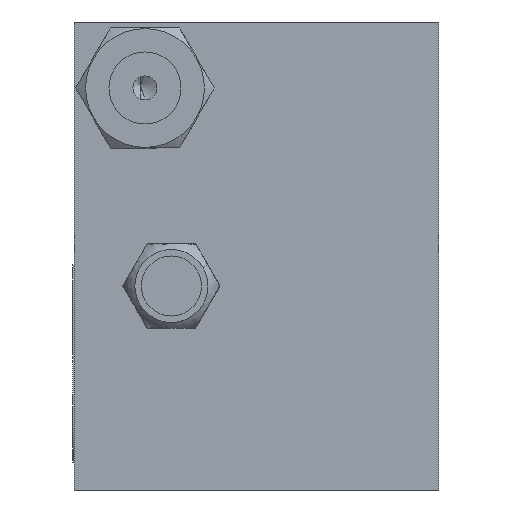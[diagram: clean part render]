
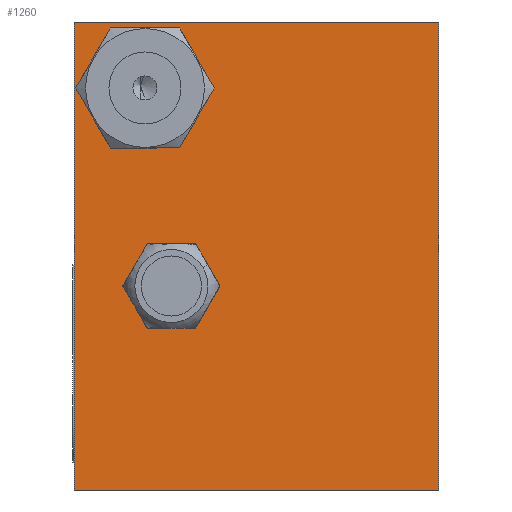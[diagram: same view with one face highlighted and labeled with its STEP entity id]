
A CAD part, left-side view. The second image highlights one B-rep face of the part: STEP entity #1260.
In plain terms, the highlighted planar face has unit normal (-1, 0, 0).
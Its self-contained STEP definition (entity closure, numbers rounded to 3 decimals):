
#23 = FACE_BOUND ( 'NONE', #361, .T. ) ;
#24 = FACE_OUTER_BOUND ( 'NONE', #1694, .T. ) ;
#31 = FACE_BOUND ( 'NONE', #1868, .T. ) ;
#77 = VECTOR ( 'NONE', #4484, 1000. ) ;
#162 = AXIS2_PLACEMENT_3D ( 'NONE', #4622, #4538, #4739 ) ;
#267 = AXIS2_PLACEMENT_3D ( 'NONE', #4524, #4533, #4355 ) ;
#323 = VECTOR ( 'NONE', #4584, 1000. ) ;
#348 = ORIENTED_EDGE ( 'NONE', *, *, #1320, .T. ) ;
#361 = EDGE_LOOP ( 'NONE', ( #508, #870 ) ) ;
#482 = ORIENTED_EDGE ( 'NONE', *, *, #1282, .F. ) ;
#508 = ORIENTED_EDGE ( 'NONE', *, *, #1596, .F. ) ;
#601 = ORIENTED_EDGE ( 'NONE', *, *, #1360, .T. ) ;
#869 = ORIENTED_EDGE ( 'NONE', *, *, #1624, .F. ) ;
#870 = ORIENTED_EDGE ( 'NONE', *, *, #1576, .F. ) ;
#898 = ORIENTED_EDGE ( 'NONE', *, *, #1237, .F. ) ;
#907 = ORIENTED_EDGE ( 'NONE', *, *, #1408, .F. ) ;
#1237 = EDGE_CURVE ( 'NONE', #1677, #1816, #4642, .T. ) ;
#1260 = ADVANCED_FACE ( 'NONE', ( #31, #23, #24 ), #4560, .F. ) ;
#1282 = EDGE_CURVE ( 'NONE', #1843, #1792, #1431, .T. ) ;
#1320 = EDGE_CURVE ( 'NONE', #1691, #1763, #4508, .T. ) ;
#1360 = EDGE_CURVE ( 'NONE', #1763, #1816, #4531, .T. ) ;
#1384 = CIRCLE ( 'NONE', #2069, 2.525 ) ;
#1385 = CIRCLE ( 'NONE', #1953, 2.525 ) ;
#1408 = EDGE_CURVE ( 'NONE', #1792, #1843, #1384, .T. ) ;
#1431 = CIRCLE ( 'NONE', #162, 2.525 ) ;
#1576 = EDGE_CURVE ( 'NONE', #1905, #1867, #1584, .T. ) ;
#1584 = CIRCLE ( 'NONE', #2141, 2.525 ) ;
#1596 = EDGE_CURVE ( 'NONE', #1867, #1905, #1385, .T. ) ;
#1624 = EDGE_CURVE ( 'NONE', #1691, #1677, #3350, .T. ) ;
#1677 = VERTEX_POINT ( 'NONE', #3347 ) ;
#1691 = VERTEX_POINT ( 'NONE', #3501 ) ;
#1694 = EDGE_LOOP ( 'NONE', ( #601, #898, #869, #348 ) ) ;
#1763 = VERTEX_POINT ( 'NONE', #2382 ) ;
#1792 = VERTEX_POINT ( 'NONE', #2358 ) ;
#1816 = VERTEX_POINT ( 'NONE', #2328 ) ;
#1843 = VERTEX_POINT ( 'NONE', #2336 ) ;
#1867 = VERTEX_POINT ( 'NONE', #2353 ) ;
#1868 = EDGE_LOOP ( 'NONE', ( #482, #907 ) ) ;
#1905 = VERTEX_POINT ( 'NONE', #2291 ) ;
#1953 = AXIS2_PLACEMENT_3D ( 'NONE', #3970, #3971, #3972 ) ;
#2069 = AXIS2_PLACEMENT_3D ( 'NONE', #4981, #4262, #4684 ) ;
#2141 = AXIS2_PLACEMENT_3D ( 'NONE', #3366, #3664, #3663 ) ;
#2221 = VECTOR ( 'NONE', #3700, 1000. ) ;
#2232 = VECTOR ( 'NONE', #4657, 1000. ) ;
#2291 = CARTESIAN_POINT ( 'NONE',  ( -37.5, 5.8, 25.475 ) ) ;
#2328 = CARTESIAN_POINT ( 'NONE',  ( -37.5, -16.5, 11. ) ) ;
#2336 = CARTESIAN_POINT ( 'NONE',  ( -37.5, 8., 47.025 ) ) ;
#2353 = CARTESIAN_POINT ( 'NONE',  ( -37.5, 5.8, 30.525 ) ) ;
#2358 = CARTESIAN_POINT ( 'NONE',  ( -37.5, 8., 41.975 ) ) ;
#2382 = CARTESIAN_POINT ( 'NONE',  ( -37.5, 13.9, 11. ) ) ;
#3347 = CARTESIAN_POINT ( 'NONE',  ( -37.5, -16.5, 50. ) ) ;
#3350 = LINE ( 'NONE', #3689, #2221 ) ;
#3366 = CARTESIAN_POINT ( 'NONE',  ( -37.5, 5.8, 28. ) ) ;
#3501 = CARTESIAN_POINT ( 'NONE',  ( -37.5, 13.9, 50. ) ) ;
#3663 = DIRECTION ( 'NONE',  ( 0., 0., 1. ) ) ;
#3664 = DIRECTION ( 'NONE',  ( -1., 0., 0. ) ) ;
#3689 = CARTESIAN_POINT ( 'NONE',  ( -37.5, -16.5, 50. ) ) ;
#3700 = DIRECTION ( 'NONE',  ( 0., -1., 0. ) ) ;
#3970 = CARTESIAN_POINT ( 'NONE',  ( -37.5, 5.8, 28. ) ) ;
#3971 = DIRECTION ( 'NONE',  ( -1., 0., 0. ) ) ;
#3972 = DIRECTION ( 'NONE',  ( 0., 0., 1. ) ) ;
#4262 = DIRECTION ( 'NONE',  ( -1., 0., 0. ) ) ;
#4283 = CARTESIAN_POINT ( 'NONE',  ( -37.5, -16.5, 11. ) ) ;
#4355 = DIRECTION ( 'NONE',  ( 0., 0., -1. ) ) ;
#4411 = CARTESIAN_POINT ( 'NONE',  ( -37.5, -16.5, 50. ) ) ;
#4484 = DIRECTION ( 'NONE',  ( 0., 0., -1. ) ) ;
#4508 = LINE ( 'NONE', #4580, #323 ) ;
#4524 = CARTESIAN_POINT ( 'NONE',  ( -37.5, -16.5, 50. ) ) ;
#4531 = LINE ( 'NONE', #4283, #2232 ) ;
#4533 = DIRECTION ( 'NONE',  ( 1., 0., 0. ) ) ;
#4538 = DIRECTION ( 'NONE',  ( -1., 0., 0. ) ) ;
#4560 = PLANE ( 'NONE',  #267 ) ;
#4580 = CARTESIAN_POINT ( 'NONE',  ( -37.5, 13.9, 50. ) ) ;
#4584 = DIRECTION ( 'NONE',  ( 0., 0., -1. ) ) ;
#4622 = CARTESIAN_POINT ( 'NONE',  ( -37.5, 8., 44.5 ) ) ;
#4642 = LINE ( 'NONE', #4411, #77 ) ;
#4657 = DIRECTION ( 'NONE',  ( 0., -1., 0. ) ) ;
#4684 = DIRECTION ( 'NONE',  ( 0., 0., 1. ) ) ;
#4739 = DIRECTION ( 'NONE',  ( 0., 0., 1. ) ) ;
#4981 = CARTESIAN_POINT ( 'NONE',  ( -37.5, 8., 44.5 ) ) ;
